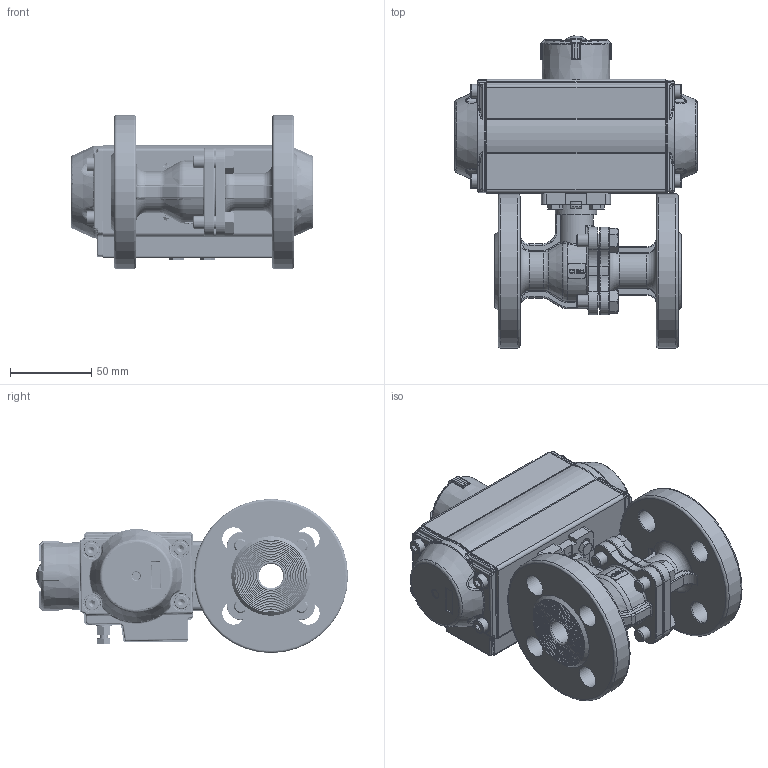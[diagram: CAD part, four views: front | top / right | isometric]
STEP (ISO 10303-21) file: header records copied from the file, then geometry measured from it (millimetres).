
FILE_DESCRIPTION(/* description */ ('Unknown'),/* implementation_level */ '2;1');
FILE_NAME(/* name */ 'PE01 0920-04',/* time_stamp */ '2025-02-21T12:10:14+01:00',/* author */ ('Unknown'),/* organization */ ('Unknown'),/* preprocessor_version */ 'ST-DEVELOPER v19.4',/* originating_system */ 'Solid Edge',/* authorisation */ 'Unknown');
FILE_SCHEMA (('AUTOMOTIVE_DESIGN {1 0 10303 214 3 1 1}'));
Products named in the file (25): PE01 0920-04; 920-04; MV-24D-DD; MV-24D-FGM; MV-24D-G(J); MV-24D-PD; MV-24D-LZ; MV-24D-FG; MV-24D-T(J); MV-24D-FS; DIN 933 M5x16 A2-70 BLK_EDST; PD02_PE01; vt50-2016-06-25; hex bolt gradeab_din_ISO 4014 - M5 x 25 x 16-N; huosai50; vt50-2016-06-25 _______MIR; zhou50; VTE50____; plain washers-n series-grade a gb_GB_FASTENER_WASHER_PWNA 5; hex nut gradec_din_Hexagon Nut ISO 4034 - M5 - N; Optische Anzeige; ______; ________(___________; cup head nib bolts with large head gb_GB_FASTENER_BOLT_CHNBW M6X25-N; socket head cap screw_din_DIN 912 M5 x 16 --- 16N
Assembly tree (45 placements, depth 4):
  PE01 0920-04
    920-04
      MV-24D-DD  x2
      MV-24D-FGM
      MV-24D-G(J)
      MV-24D-PD
      MV-24D-LZ  x4
      MV-24D-FG
      MV-24D-T(J)
      MV-24D-FS
    DIN 933 M5x16 A2-70 BLK_EDST  x4
    PD02_PE01
      vt50-2016-06-25
      hex bolt gradeab_din_ISO 4014 - M5 x 25 x 16-N  x2
      huosai50  x2
      vt50-2016-06-25 _______MIR
      zhou50
      VTE50____
      plain washers-n series-grade a gb_GB_FASTENER_WASHER_PWNA 5  x2
      hex nut gradec_din_Hexagon Nut ISO 4034 - M5 - N  x2
      Optische Anzeige
        ______
        ________(___________  x4
        cup head nib bolts with large head gb_GB_FASTENER_BOLT_CHNBW M6X25-N
      socket head cap screw_din_DIN 912 M5 x 16 --- 16N  x8
Bounding box: 149.4 x 192.31 x 95 mm (x, y, z)
Volume: 650724.5 mm3; surface area: 224986.8 mm2
Topology: 42 solids, 42 shells, 3343 faces, 8125 edges, 5006 vertices
Faces by surface type: plane 1119, cylinder 867, bspline 544, cone 398, torus 382, sphere 33
Full cylindrical faces by diameter (mm): 2.5 x2, 3 x16, 3.3 x8, 4.134 x20, 4.2 x3, 4.66 x1, 4.917 x7, 5 x16, 5.3 x2, 5.5 x1, 6 x1, 6.2 x1, 6.9 x4, 8 x10, 8.5 x8, 8.566 x2, 8.6 x1, 9 x4, 9.6 x1, 10 x4, 10.5 x1, 11 x1, 11.4 x1, 12 x3, 12.3 x2, 12.4 x1, 12.5 x2, 12.6 x3, 12.7 x1, 12.9 x1
Entity records: 106342 total; most frequent: CARTESIAN_POINT 52425, ORIENTED_EDGE 11160, DIRECTION 9967, EDGE_CURVE 5580, AXIS2_PLACEMENT_3D 3954, VERTEX_POINT 3731, FACE_BOUND 3185, EDGE_LOOP 3164
